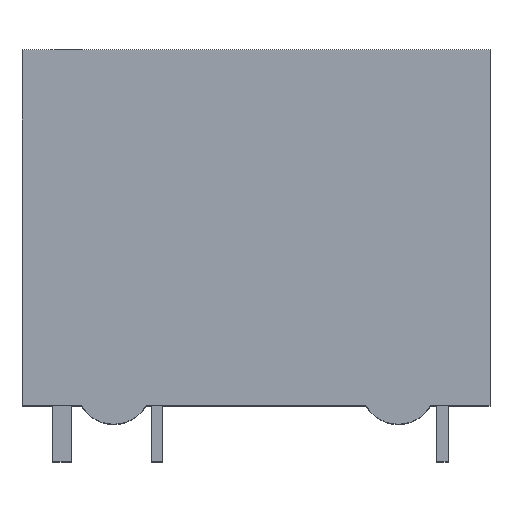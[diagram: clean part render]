
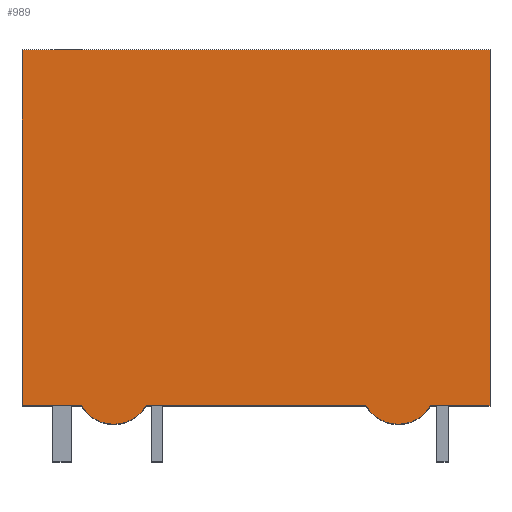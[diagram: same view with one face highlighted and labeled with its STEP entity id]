
A CAD part, top view. The second image highlights one B-rep face of the part: STEP entity #989.
In plain terms, the highlighted planar face has unit normal (0, 0, 1).
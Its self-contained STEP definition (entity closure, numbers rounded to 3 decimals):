
#24=CIRCLE('',#1056,1.);
#26=CIRCLE('',#1059,1.);
#81=FACE_OUTER_BOUND('',#142,.T.);
#142=EDGE_LOOP('',(#824,#825,#826,#827,#828,#829,#830,#831));
#234=LINE('',#1504,#357);
#238=LINE('',#1512,#361);
#242=LINE('',#1520,#365);
#253=LINE('',#1553,#376);
#258=LINE('',#1565,#381);
#259=LINE('',#1567,#382);
#357=VECTOR('',#1224,1000.);
#361=VECTOR('',#1228,1000.);
#365=VECTOR('',#1232,1000.);
#376=VECTOR('',#1269,1000.);
#381=VECTOR('',#1280,1000.);
#382=VECTOR('',#1283,1000.);
#456=VERTEX_POINT('',#1501);
#457=VERTEX_POINT('',#1503);
#460=VERTEX_POINT('',#1509);
#461=VERTEX_POINT('',#1511);
#464=VERTEX_POINT('',#1517);
#465=VERTEX_POINT('',#1519);
#474=VERTEX_POINT('',#1551);
#476=VERTEX_POINT('',#1558);
#570=EDGE_CURVE('',#457,#456,#234,.T.);
#574=EDGE_CURVE('',#461,#460,#238,.T.);
#578=EDGE_CURVE('',#465,#464,#242,.T.);
#590=EDGE_CURVE('',#464,#461,#24,.T.);
#592=EDGE_CURVE('',#460,#457,#26,.T.);
#596=EDGE_CURVE('',#474,#456,#253,.T.);
#601=EDGE_CURVE('',#476,#465,#258,.T.);
#602=EDGE_CURVE('',#476,#474,#259,.T.);
#824=ORIENTED_EDGE('',*,*,#578,.T.);
#825=ORIENTED_EDGE('',*,*,#590,.T.);
#826=ORIENTED_EDGE('',*,*,#574,.T.);
#827=ORIENTED_EDGE('',*,*,#592,.T.);
#828=ORIENTED_EDGE('',*,*,#570,.T.);
#829=ORIENTED_EDGE('',*,*,#596,.F.);
#830=ORIENTED_EDGE('',*,*,#602,.F.);
#831=ORIENTED_EDGE('',*,*,#601,.T.);
#937=PLANE('',#1065);
#989=ADVANCED_FACE('',(#81),#937,.F.);
#1056=AXIS2_PLACEMENT_3D('',#1543,#1255,#1256);
#1059=AXIS2_PLACEMENT_3D('',#1546,#1261,#1262);
#1065=AXIS2_PLACEMENT_3D('',#1566,#1281,#1282);
#1224=DIRECTION('',(1.,0.,0.));
#1228=DIRECTION('',(1.,0.,0.));
#1232=DIRECTION('',(1.,0.,0.));
#1255=DIRECTION('center_axis',(0.,0.,1.));
#1256=DIRECTION('ref_axis',(1.,0.,0.));
#1261=DIRECTION('center_axis',(0.,0.,1.));
#1262=DIRECTION('ref_axis',(-1.,0.,0.));
#1269=DIRECTION('',(0.,-1.,0.));
#1280=DIRECTION('',(0.,-1.,0.));
#1281=DIRECTION('center_axis',(0.,0.,-1.));
#1282=DIRECTION('ref_axis',(-1.,0.,0.));
#1283=DIRECTION('',(1.,0.,0.));
#1501=CARTESIAN_POINT('',(11.43,0.5,1.21));
#1503=CARTESIAN_POINT('',(9.846,0.5,1.21));
#1504=CARTESIAN_POINT('',(-1.07,0.5,1.21));
#1509=CARTESIAN_POINT('',(8.114,0.5,1.21));
#1511=CARTESIAN_POINT('',(2.246,0.5,1.21));
#1512=CARTESIAN_POINT('',(-1.07,0.5,1.21));
#1517=CARTESIAN_POINT('',(0.514,0.5,1.21));
#1519=CARTESIAN_POINT('',(-1.07,0.5,1.21));
#1520=CARTESIAN_POINT('',(-1.07,0.5,1.21));
#1543=CARTESIAN_POINT('Origin',(1.38,1.,1.21));
#1546=CARTESIAN_POINT('Origin',(8.98,1.,1.21));
#1551=CARTESIAN_POINT('',(11.43,10.,1.21));
#1553=CARTESIAN_POINT('',(11.43,10.,1.21));
#1558=CARTESIAN_POINT('',(-1.07,10.,1.21));
#1565=CARTESIAN_POINT('',(-1.07,10.,1.21));
#1566=CARTESIAN_POINT('Origin',(-1.07,10.,1.21));
#1567=CARTESIAN_POINT('',(-1.07,10.,1.21));
